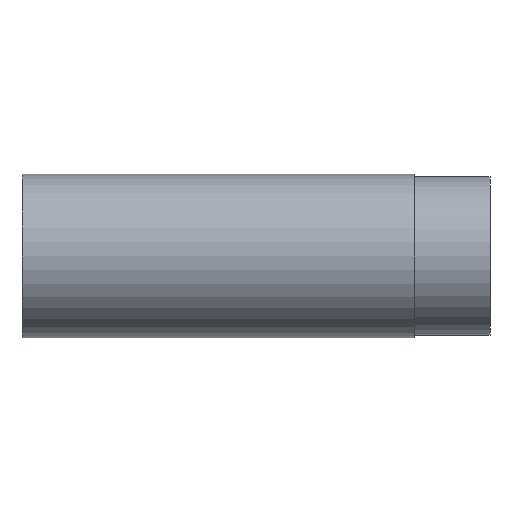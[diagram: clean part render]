
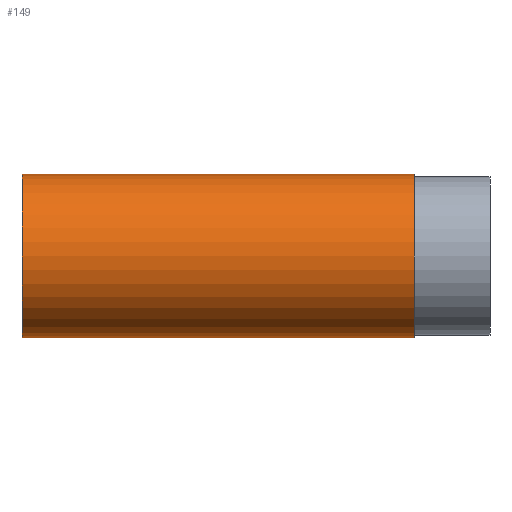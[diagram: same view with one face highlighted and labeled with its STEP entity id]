
A CAD part, left-side view. The second image highlights one B-rep face of the part: STEP entity #149.
In plain terms, the highlighted cylindrical face has radius 15.875 mm (diameter 31.75 mm), a partial arc.
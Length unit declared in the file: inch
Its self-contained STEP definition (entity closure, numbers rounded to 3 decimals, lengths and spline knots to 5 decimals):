
#8 = VERTEX_POINT ( 'NONE', #118 ) ;
#12 = CIRCLE ( 'NONE', #351, 0.625 ) ;
#19 = CARTESIAN_POINT ( 'NONE',  ( 0., -1.5015, -0.625 ) ) ;
#44 = VECTOR ( 'NONE', #414, 39.37008 ) ;
#63 = LINE ( 'NONE', #474, #88 ) ;
#67 = VERTEX_POINT ( 'NONE', #19 ) ;
#74 = LINE ( 'NONE', #334, #44 ) ;
#88 = VECTOR ( 'NONE', #184, 39.37008 ) ;
#98 = EDGE_CURVE ( 'NONE', #8, #350, #12, .T. ) ;
#100 = CYLINDRICAL_SURFACE ( 'NONE', #440, 0.625 ) ;
#118 = CARTESIAN_POINT ( 'NONE',  ( 0., 1.5015, 0.625 ) ) ;
#128 = VERTEX_POINT ( 'NONE', #173 ) ;
#129 = ORIENTED_EDGE ( 'NONE', *, *, #223, .T. ) ;
#131 = CARTESIAN_POINT ( 'NONE',  ( 0., 1.5015, 0. ) ) ;
#147 = ORIENTED_EDGE ( 'NONE', *, *, #467, .F. ) ;
#149 = ADVANCED_FACE ( 'NONE', ( #283 ), #100, .T. ) ;
#166 = EDGE_LOOP ( 'NONE', ( #147, #269, #129, #340 ) ) ;
#170 = DIRECTION ( 'NONE',  ( 0., 0., -1. ) ) ;
#173 = CARTESIAN_POINT ( 'NONE',  ( 0., -1.5015, 0.625 ) ) ;
#184 = DIRECTION ( 'NONE',  ( 0., -1., 0. ) ) ;
#223 = EDGE_CURVE ( 'NONE', #350, #67, #63, .T. ) ;
#235 = DIRECTION ( 'NONE',  ( 0., 0., -1. ) ) ;
#250 = CARTESIAN_POINT ( 'NONE',  ( 0., -1.21, 0. ) ) ;
#253 = CARTESIAN_POINT ( 'NONE',  ( 0., -1.5015, 0. ) ) ;
#269 = ORIENTED_EDGE ( 'NONE', *, *, #98, .T. ) ;
#277 = EDGE_CURVE ( 'NONE', #128, #67, #484, .T. ) ;
#283 = FACE_OUTER_BOUND ( 'NONE', #166, .T. ) ;
#334 = CARTESIAN_POINT ( 'NONE',  ( 0., -1.21, 0.625 ) ) ;
#340 = ORIENTED_EDGE ( 'NONE', *, *, #277, .F. ) ;
#349 = CARTESIAN_POINT ( 'NONE',  ( 0., 1.5015, -0.625 ) ) ;
#350 = VERTEX_POINT ( 'NONE', #349 ) ;
#351 = AXIS2_PLACEMENT_3D ( 'NONE', #131, #433, #170 ) ;
#353 = DIRECTION ( 'NONE',  ( 0., 0., -1. ) ) ;
#397 = AXIS2_PLACEMENT_3D ( 'NONE', #253, #402, #235 ) ;
#399 = DIRECTION ( 'NONE',  ( 0., -1., 0. ) ) ;
#402 = DIRECTION ( 'NONE',  ( 0., -1., 0. ) ) ;
#414 = DIRECTION ( 'NONE',  ( 0., -1., 0. ) ) ;
#433 = DIRECTION ( 'NONE',  ( 0., -1., 0. ) ) ;
#440 = AXIS2_PLACEMENT_3D ( 'NONE', #250, #399, #353 ) ;
#467 = EDGE_CURVE ( 'NONE', #8, #128, #74, .T. ) ;
#474 = CARTESIAN_POINT ( 'NONE',  ( 0., -1.21, -0.625 ) ) ;
#484 = CIRCLE ( 'NONE', #397, 0.625 ) ;
